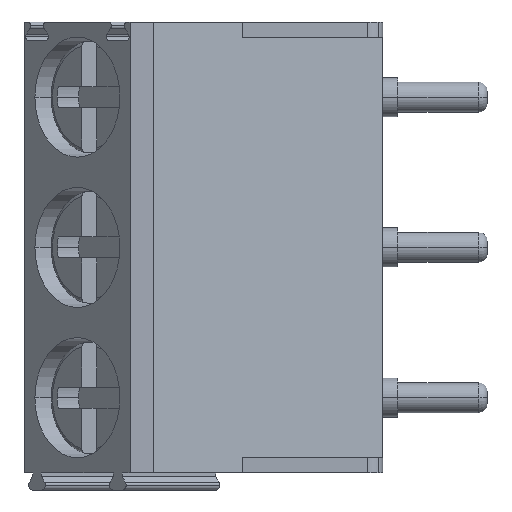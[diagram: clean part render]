
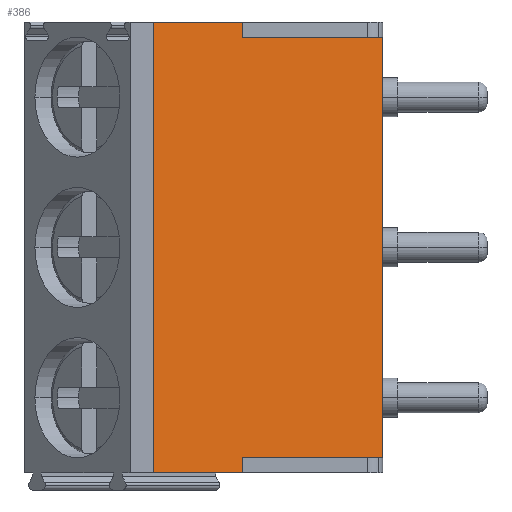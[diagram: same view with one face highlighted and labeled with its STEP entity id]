
A CAD part, left-side view. The second image highlights one B-rep face of the part: STEP entity #386.
In plain terms, the highlighted planar face has unit normal (-0.788, -0.616, 0).
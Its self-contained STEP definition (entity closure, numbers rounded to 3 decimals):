
#386=ADVANCED_FACE('',(#1066),#1067,.F.);
#1066=FACE_OUTER_BOUND('',#2053,.T.);
#1067=PLANE('',#2054);
#2053=EDGE_LOOP('',(#3150,#3151,#3152,#3153,#3154,#3155,#3156,#3157));
#2054=AXIS2_PLACEMENT_3D('',#3158,#3159,#3160);
#3150=ORIENTED_EDGE('',*,*,#6047,.F.);
#3151=ORIENTED_EDGE('',*,*,#6058,.F.);
#3152=ORIENTED_EDGE('',*,*,#6059,.F.);
#3153=ORIENTED_EDGE('',*,*,#6060,.F.);
#3154=ORIENTED_EDGE('',*,*,#6061,.F.);
#3155=ORIENTED_EDGE('',*,*,#6062,.F.);
#3156=ORIENTED_EDGE('',*,*,#5952,.F.);
#3157=ORIENTED_EDGE('',*,*,#6063,.F.);
#3158=CARTESIAN_POINT('',(61.527,40.27,114.014));
#3159=DIRECTION('',(0.788,0.616,0.));
#3160=DIRECTION('',(0.,0.,1.0));
#5952=EDGE_CURVE('',#7128,#7123,#7130,.T.);
#6047=EDGE_CURVE('',#7295,#7297,#7298,.T.);
#6058=EDGE_CURVE('',#7317,#7295,#7318,.T.);
#6059=EDGE_CURVE('',#7319,#7317,#7320,.T.);
#6060=EDGE_CURVE('',#7321,#7319,#7322,.T.);
#6061=EDGE_CURVE('',#7323,#7321,#7324,.T.);
#6062=EDGE_CURVE('',#7123,#7323,#7325,.T.);
#6063=EDGE_CURVE('',#7297,#7128,#7326,.T.);
#7123=VERTEX_POINT('',#8909);
#7128=VERTEX_POINT('',#8916);
#7130=LINE('',#8919,#8920);
#7295=VERTEX_POINT('',#9159);
#7297=VERTEX_POINT('',#9162);
#7298=LINE('',#9163,#9164);
#7317=VERTEX_POINT('',#9186);
#7318=LINE('',#9187,#9188);
#7319=VERTEX_POINT('',#9189);
#7320=LINE('',#9190,#9191);
#7321=VERTEX_POINT('',#9192);
#7322=LINE('',#9193,#9194);
#7323=VERTEX_POINT('',#9195);
#7324=LINE('',#9196,#9197);
#7325=LINE('',#9198,#9199);
#7326=LINE('',#9200,#9201);
#8909=CARTESIAN_POINT('',(59.027,43.47,114.014));
#8916=CARTESIAN_POINT('',(59.027,43.47,114.514));
#8919=CARTESIAN_POINT('',(59.027,43.47,124.306));
#8920=VECTOR('',#12095,1.0);
#9159=CARTESIAN_POINT('',(62.672,38.805,128.514));
#9162=CARTESIAN_POINT('',(62.672,38.805,114.514));
#9163=CARTESIAN_POINT('',(62.672,38.805,129.306));
#9164=VECTOR('',#12213,1.0);
#9186=CARTESIAN_POINT('',(59.027,43.47,128.514));
#9187=CARTESIAN_POINT('',(53.114,51.038,128.514));
#9188=VECTOR('',#12235,1.0);
#9189=CARTESIAN_POINT('',(59.027,43.47,129.014));
#9190=CARTESIAN_POINT('',(59.027,43.47,124.306));
#9191=VECTOR('',#12236,1.0);
#9192=CARTESIAN_POINT('',(56.713,46.431,129.014));
#9193=CARTESIAN_POINT('',(53.114,51.038,129.014));
#9194=VECTOR('',#12237,1.0);
#9195=CARTESIAN_POINT('',(56.713,46.431,114.014));
#9196=CARTESIAN_POINT('',(56.713,46.431,117.457));
#9197=VECTOR('',#12238,1.0);
#9198=CARTESIAN_POINT('',(53.114,51.038,114.014));
#9199=VECTOR('',#12239,1.0);
#9200=CARTESIAN_POINT('',(53.114,51.038,114.514));
#9201=VECTOR('',#12240,1.0);
#12095=DIRECTION('',(0.,0.,-1.0));
#12213=DIRECTION('',(0.,0.,-1.0));
#12235=DIRECTION('',(0.616,-0.788,0.));
#12236=DIRECTION('',(0.,0.,-1.0));
#12237=DIRECTION('',(0.616,-0.788,0.));
#12238=DIRECTION('',(0.,0.,1.0));
#12239=DIRECTION('',(-0.616,0.788,0.));
#12240=DIRECTION('',(-0.616,0.788,0.));
